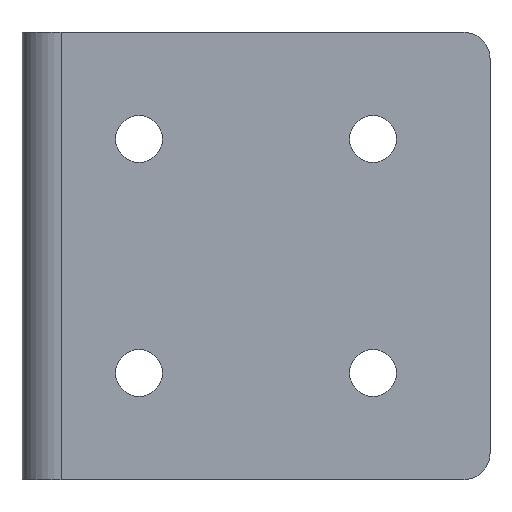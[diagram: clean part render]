
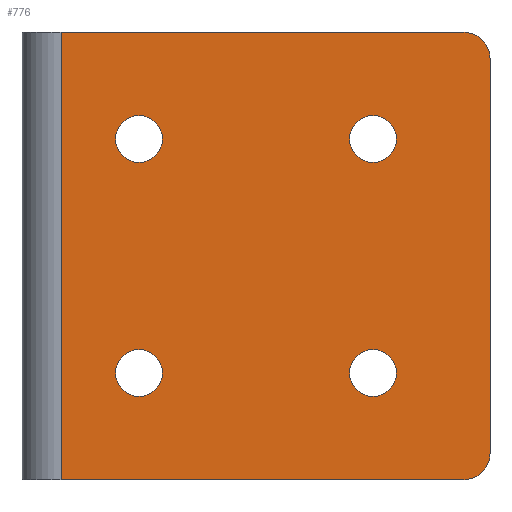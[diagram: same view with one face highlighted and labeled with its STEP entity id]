
A CAD part, front view. The second image highlights one B-rep face of the part: STEP entity #776.
In plain terms, the highlighted planar face has unit normal (0, -1, 0).
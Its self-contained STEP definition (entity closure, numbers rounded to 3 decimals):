
#4 = CARTESIAN_POINT ( 'NONE',  ( 90., 0., -43. ) ) ;
#9 = FACE_BOUND ( 'NONE', #893, .T. ) ;
#13 = DIRECTION ( 'NONE',  ( 0., 0., 1. ) ) ;
#19 = ORIENTED_EDGE ( 'NONE', *, *, #91, .T. ) ;
#22 = VERTEX_POINT ( 'NONE', #444 ) ;
#27 = VERTEX_POINT ( 'NONE', #1082 ) ;
#30 = AXIS2_PLACEMENT_3D ( 'NONE', #329, #1072, #751 ) ;
#40 = EDGE_CURVE ( 'NONE', #592, #48, #328, .T. ) ;
#48 = VERTEX_POINT ( 'NONE', #970 ) ;
#91 = EDGE_CURVE ( 'NONE', #22, #27, #882, .T. ) ;
#120 = VECTOR ( 'NONE', #991, 1000. ) ;
#122 = AXIS2_PLACEMENT_3D ( 'NONE', #1302, #1312, #349 ) ;
#147 = CARTESIAN_POINT ( 'NONE',  ( 85., 0., 38. ) ) ;
#155 = ORIENTED_EDGE ( 'NONE', *, *, #501, .F. ) ;
#179 = DIRECTION ( 'NONE',  ( 0., 0., -1. ) ) ;
#195 = DIRECTION ( 'NONE',  ( 0., 0., -1. ) ) ;
#202 = CARTESIAN_POINT ( 'NONE',  ( 22.5, 0., -22.5 ) ) ;
#215 = CIRCLE ( 'NONE', #492, 4.5 ) ;
#217 = DIRECTION ( 'NONE',  ( 0., 0., -1. ) ) ;
#230 = CARTESIAN_POINT ( 'NONE',  ( 90., 0., -43. ) ) ;
#233 = FACE_BOUND ( 'NONE', #605, .T. ) ;
#257 = VERTEX_POINT ( 'NONE', #286 ) ;
#265 = CARTESIAN_POINT ( 'NONE',  ( 63., 0., -22.5 ) ) ;
#286 = CARTESIAN_POINT ( 'NONE',  ( 27., 0., -22.5 ) ) ;
#289 = DIRECTION ( 'NONE',  ( 0., 0., -1. ) ) ;
#301 = CIRCLE ( 'NONE', #1148, 5. ) ;
#304 = DIRECTION ( 'NONE',  ( 0., 0., -1. ) ) ;
#310 = CIRCLE ( 'NONE', #822, 4.5 ) ;
#328 = LINE ( 'NONE', #230, #357 ) ;
#329 = CARTESIAN_POINT ( 'NONE',  ( 22.5, 0., 22.5 ) ) ;
#332 = CIRCLE ( 'NONE', #30, 4.5 ) ;
#346 = PLANE ( 'NONE',  #530 ) ;
#349 = DIRECTION ( 'NONE',  ( 1., 0., 0. ) ) ;
#357 = VECTOR ( 'NONE', #13, 1000. ) ;
#403 = ORIENTED_EDGE ( 'NONE', *, *, #868, .T. ) ;
#415 = VERTEX_POINT ( 'NONE', #1286 ) ;
#423 = VERTEX_POINT ( 'NONE', #924 ) ;
#435 = AXIS2_PLACEMENT_3D ( 'NONE', #856, #1052, #1374 ) ;
#444 = CARTESIAN_POINT ( 'NONE',  ( 7.5, 0., -43. ) ) ;
#454 = FACE_BOUND ( 'NONE', #1005, .T. ) ;
#480 = VERTEX_POINT ( 'NONE', #1036 ) ;
#485 = EDGE_CURVE ( 'NONE', #781, #802, #1178, .T. ) ;
#492 = AXIS2_PLACEMENT_3D ( 'NONE', #202, #844, #510 ) ;
#500 = ORIENTED_EDGE ( 'NONE', *, *, #1221, .F. ) ;
#501 = EDGE_CURVE ( 'NONE', #423, #703, #933, .T. ) ;
#510 = DIRECTION ( 'NONE',  ( 0., 0., -1. ) ) ;
#513 = AXIS2_PLACEMENT_3D ( 'NONE', #536, #1155, #195 ) ;
#528 = EDGE_CURVE ( 'NONE', #721, #807, #758, .T. ) ;
#530 = AXIS2_PLACEMENT_3D ( 'NONE', #4, #659, #1118 ) ;
#534 = ORIENTED_EDGE ( 'NONE', *, *, #1310, .T. ) ;
#536 = CARTESIAN_POINT ( 'NONE',  ( 67.5, 0., 22.5 ) ) ;
#545 = EDGE_CURVE ( 'NONE', #415, #1342, #332, .T. ) ;
#562 = CARTESIAN_POINT ( 'NONE',  ( 90., 0., -43. ) ) ;
#581 = EDGE_LOOP ( 'NONE', ( #834, #1013 ) ) ;
#582 = DIRECTION ( 'NONE',  ( 1., 0., 0. ) ) ;
#590 = DIRECTION ( 'NONE',  ( 0., -1., 0. ) ) ;
#592 = VERTEX_POINT ( 'NONE', #1057 ) ;
#605 = EDGE_LOOP ( 'NONE', ( #1151, #1095 ) ) ;
#630 = CARTESIAN_POINT ( 'NONE',  ( 7.5, 0., -43. ) ) ;
#638 = EDGE_CURVE ( 'NONE', #807, #721, #1069, .T. ) ;
#659 = DIRECTION ( 'NONE',  ( 0., -1., 0. ) ) ;
#664 = CIRCLE ( 'NONE', #122, 5. ) ;
#690 = AXIS2_PLACEMENT_3D ( 'NONE', #1248, #1226, #289 ) ;
#698 = ORIENTED_EDGE ( 'NONE', *, *, #1272, .F. ) ;
#701 = CARTESIAN_POINT ( 'NONE',  ( 90., 0., 43. ) ) ;
#703 = VERTEX_POINT ( 'NONE', #773 ) ;
#721 = VERTEX_POINT ( 'NONE', #1090 ) ;
#751 = DIRECTION ( 'NONE',  ( 0., 0., -1. ) ) ;
#758 = CIRCLE ( 'NONE', #513, 4.5 ) ;
#773 = CARTESIAN_POINT ( 'NONE',  ( 85., 0., 43. ) ) ;
#776 = ADVANCED_FACE ( 'NONE', ( #9, #233, #1100, #454, #1092 ), #346, .T. ) ;
#781 = VERTEX_POINT ( 'NONE', #265 ) ;
#802 = VERTEX_POINT ( 'NONE', #869 ) ;
#807 = VERTEX_POINT ( 'NONE', #1211 ) ;
#822 = AXIS2_PLACEMENT_3D ( 'NONE', #1119, #590, #1019 ) ;
#834 = ORIENTED_EDGE ( 'NONE', *, *, #1219, .F. ) ;
#844 = DIRECTION ( 'NONE',  ( 0., -1., 0. ) ) ;
#850 = CARTESIAN_POINT ( 'NONE',  ( 18., 0., 22.5 ) ) ;
#856 = CARTESIAN_POINT ( 'NONE',  ( 22.5, 0., 22.5 ) ) ;
#868 = EDGE_CURVE ( 'NONE', #48, #703, #301, .T. ) ;
#869 = CARTESIAN_POINT ( 'NONE',  ( 72., 0., -22.5 ) ) ;
#882 = LINE ( 'NONE', #562, #120 ) ;
#893 = EDGE_LOOP ( 'NONE', ( #1029, #500 ) ) ;
#902 = DIRECTION ( 'NONE',  ( 0., -1., 0. ) ) ;
#924 = CARTESIAN_POINT ( 'NONE',  ( 7.5, 0., 43. ) ) ;
#931 = CIRCLE ( 'NONE', #435, 4.5 ) ;
#933 = LINE ( 'NONE', #701, #935 ) ;
#935 = VECTOR ( 'NONE', #1130, 1000. ) ;
#947 = VECTOR ( 'NONE', #304, 1000. ) ;
#956 = ORIENTED_EDGE ( 'NONE', *, *, #545, .F. ) ;
#970 = CARTESIAN_POINT ( 'NONE',  ( 90., 0., 38. ) ) ;
#991 = DIRECTION ( 'NONE',  ( 1., 0., 0. ) ) ;
#997 = EDGE_CURVE ( 'NONE', #27, #592, #664, .T. ) ;
#1002 = AXIS2_PLACEMENT_3D ( 'NONE', #1378, #1277, #217 ) ;
#1005 = EDGE_LOOP ( 'NONE', ( #956, #698 ) ) ;
#1013 = ORIENTED_EDGE ( 'NONE', *, *, #485, .F. ) ;
#1019 = DIRECTION ( 'NONE',  ( 0., 0., -1. ) ) ;
#1029 = ORIENTED_EDGE ( 'NONE', *, *, #1159, .F. ) ;
#1036 = CARTESIAN_POINT ( 'NONE',  ( 18., 0., -22.5 ) ) ;
#1048 = ORIENTED_EDGE ( 'NONE', *, *, #40, .T. ) ;
#1052 = DIRECTION ( 'NONE',  ( 0., -1., 0. ) ) ;
#1057 = CARTESIAN_POINT ( 'NONE',  ( 90., 0., -38. ) ) ;
#1069 = CIRCLE ( 'NONE', #1002, 4.5 ) ;
#1072 = DIRECTION ( 'NONE',  ( 0., -1., 0. ) ) ;
#1082 = CARTESIAN_POINT ( 'NONE',  ( 85., 0., -43. ) ) ;
#1090 = CARTESIAN_POINT ( 'NONE',  ( 72., 0., 22.5 ) ) ;
#1092 = FACE_OUTER_BOUND ( 'NONE', #1216, .T. ) ;
#1095 = ORIENTED_EDGE ( 'NONE', *, *, #638, .F. ) ;
#1100 = FACE_BOUND ( 'NONE', #581, .T. ) ;
#1112 = DIRECTION ( 'NONE',  ( 0., -1., 0. ) ) ;
#1118 = DIRECTION ( 'NONE',  ( 1., 0., 0. ) ) ;
#1119 = CARTESIAN_POINT ( 'NONE',  ( 67.5, 0., -22.5 ) ) ;
#1125 = CARTESIAN_POINT ( 'NONE',  ( 22.5, 0., -22.5 ) ) ;
#1130 = DIRECTION ( 'NONE',  ( 1., 0., 0. ) ) ;
#1148 = AXIS2_PLACEMENT_3D ( 'NONE', #147, #1112, #582 ) ;
#1151 = ORIENTED_EDGE ( 'NONE', *, *, #528, .F. ) ;
#1155 = DIRECTION ( 'NONE',  ( 0., -1., 0. ) ) ;
#1159 = EDGE_CURVE ( 'NONE', #257, #480, #1291, .T. ) ;
#1177 = LINE ( 'NONE', #630, #947 ) ;
#1178 = CIRCLE ( 'NONE', #690, 4.5 ) ;
#1211 = CARTESIAN_POINT ( 'NONE',  ( 63., 0., 22.5 ) ) ;
#1216 = EDGE_LOOP ( 'NONE', ( #19, #1235, #1048, #403, #155, #534 ) ) ;
#1219 = EDGE_CURVE ( 'NONE', #802, #781, #310, .T. ) ;
#1221 = EDGE_CURVE ( 'NONE', #480, #257, #215, .T. ) ;
#1226 = DIRECTION ( 'NONE',  ( 0., -1., 0. ) ) ;
#1235 = ORIENTED_EDGE ( 'NONE', *, *, #997, .T. ) ;
#1244 = AXIS2_PLACEMENT_3D ( 'NONE', #1125, #902, #179 ) ;
#1248 = CARTESIAN_POINT ( 'NONE',  ( 67.5, 0., -22.5 ) ) ;
#1272 = EDGE_CURVE ( 'NONE', #1342, #415, #931, .T. ) ;
#1277 = DIRECTION ( 'NONE',  ( 0., -1., 0. ) ) ;
#1286 = CARTESIAN_POINT ( 'NONE',  ( 27., 0., 22.5 ) ) ;
#1291 = CIRCLE ( 'NONE', #1244, 4.5 ) ;
#1302 = CARTESIAN_POINT ( 'NONE',  ( 85., 0., -38. ) ) ;
#1310 = EDGE_CURVE ( 'NONE', #423, #22, #1177, .T. ) ;
#1312 = DIRECTION ( 'NONE',  ( 0., -1., 0. ) ) ;
#1342 = VERTEX_POINT ( 'NONE', #850 ) ;
#1374 = DIRECTION ( 'NONE',  ( 0., 0., -1. ) ) ;
#1378 = CARTESIAN_POINT ( 'NONE',  ( 67.5, 0., 22.5 ) ) ;
